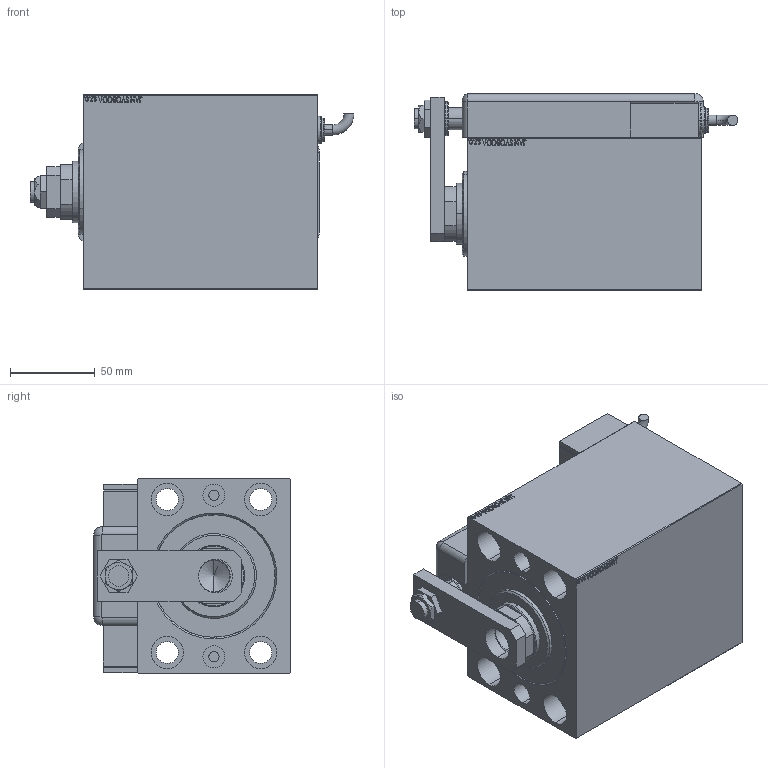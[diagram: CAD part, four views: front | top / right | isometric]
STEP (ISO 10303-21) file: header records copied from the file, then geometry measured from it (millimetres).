
FILE_DESCRIPTION (( 'STEP AP203' ), '1' );
FILE_NAME ('df32.STEP', '2024-02-12T04:23:59', ( '' ), ( '' ), 'SwSTEP 2.0', 'SolidWorks 2019', '' );
FILE_SCHEMA (( 'CONFIG_CONTROL_DESIGN' ));
Length unit declared in the file: millimetre
Products named in the file (13): V450CM_VC_B 7db90edd02c71991738ed3e8bf1ae4d6; MAGNETIC SWITCH Q 7db90edd02c71991738ed3e8bf1ae4d6; TYC 7db90edd02c71991738ed3e8bf1ae4d6; V450CM_C_VCP 7db90edd02c71991738ed3e8bf1ae4d6; ZARAZKA_Q 7db90edd02c71991738ed3e8bf1ae4d6; V450CM_C_Body 7db90edd02c71991738ed3e8bf1ae4d6; NUT_D13 7db90edd02c71991738ed3e8bf1ae4d6; SWITCH Q 7db90edd02c71991738ed3e8bf1ae4d6; df32; SWITCH_Q_FRONT_BACK 7db90edd02c71991738ed3e8bf1ae4d6; NUT_D19 7db90edd02c71991738ed3e8bf1ae4d6; SWITCH DIM A_G 7db90edd02c71991738ed3e8bf1ae4d6; KRYT 7db90edd02c71991738ed3e8bf1ae4d6
Assembly tree (13 placements, depth 3):
  df32
    V450CM_C_Body 7db90edd02c71991738ed3e8bf1ae4d6
    V450CM_C_VCP 7db90edd02c71991738ed3e8bf1ae4d6
    V450CM_VC_B 7db90edd02c71991738ed3e8bf1ae4d6
    MAGNETIC SWITCH Q 7db90edd02c71991738ed3e8bf1ae4d6
      SWITCH_Q_FRONT_BACK 7db90edd02c71991738ed3e8bf1ae4d6
      TYC 7db90edd02c71991738ed3e8bf1ae4d6
      ZARAZKA_Q 7db90edd02c71991738ed3e8bf1ae4d6
      SWITCH DIM A_G 7db90edd02c71991738ed3e8bf1ae4d6
      NUT_D19 7db90edd02c71991738ed3e8bf1ae4d6
      NUT_D13 7db90edd02c71991738ed3e8bf1ae4d6
      KRYT 7db90edd02c71991738ed3e8bf1ae4d6
      SWITCH Q 7db90edd02c71991738ed3e8bf1ae4d6  x2
Bounding box: 190.46 x 115.8 x 115 mm (x, y, z)
Volume: 1374996.6 mm3; surface area: 232447.5 mm2
Topology: 13 solids, 13 shells, 1242 faces, 3148 edges, 2079 vertices
Faces by surface type: plane 614, bspline 471, cylinder 111, cone 22, torus 22, sphere 2
Entity records: 59517 total; most frequent: CARTESIAN_POINT 32055, ORIENTED_EDGE 6100, DIRECTION 3848, EDGE_CURVE 3050, VERTEX_POINT 2019, LINE 1820, VECTOR 1820, EDGE_LOOP 1373
